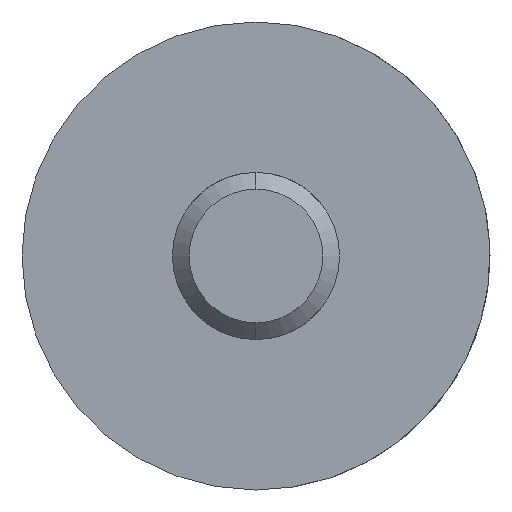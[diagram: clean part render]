
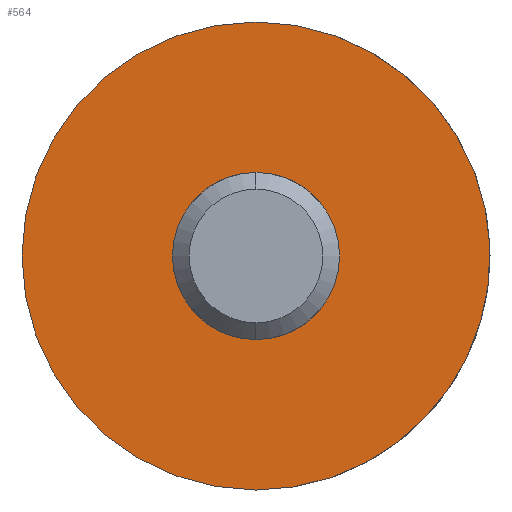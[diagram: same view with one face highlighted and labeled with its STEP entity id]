
A CAD part, left-side view. The second image highlights one B-rep face of the part: STEP entity #564.
In plain terms, the highlighted planar face has unit normal (-1, 0, 0).
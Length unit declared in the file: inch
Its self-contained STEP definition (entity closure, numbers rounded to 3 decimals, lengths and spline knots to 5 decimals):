
#211=CARTESIAN_POINT('',(0.875,0.,0.15625));
#212=VERTEX_POINT('',#211);
#221=CARTESIAN_POINT('',(0.875,0.125,0.09375));
#222=VERTEX_POINT('',#221);
#223=CARTESIAN_POINT('',(0.875,0.0,0.0));
#224=DIRECTION('',(1.0,0.0,0.0));
#225=DIRECTION('',(0.0,1.0,0.0));
#226=AXIS2_PLACEMENT_3D('',#223,#224,#225);
#227=CIRCLE('',#226,0.15625);
#228=EDGE_CURVE('',#222,#212,#227,.T.);
#295=CARTESIAN_POINT('',(0.875,0.,-0.4375));
#296=VERTEX_POINT('',#295);
#305=CARTESIAN_POINT('',(0.875,0.,0.4375));
#306=VERTEX_POINT('',#305);
#307=CARTESIAN_POINT('',(0.875,0.0,0.0));
#308=DIRECTION('',(1.0,0.0,0.0));
#309=DIRECTION('',(0.0,0.0,-1.0));
#310=AXIS2_PLACEMENT_3D('',#307,#308,#309);
#311=CIRCLE('',#310,0.4375);
#312=EDGE_CURVE('',#306,#296,#311,.F.);
#339=CARTESIAN_POINT('',(0.875,0.,-0.15625));
#340=VERTEX_POINT('',#339);
#356=CARTESIAN_POINT('',(0.875,0.125,-0.09375));
#357=VERTEX_POINT('',#356);
#364=CARTESIAN_POINT('',(0.875,0.0,0.0));
#365=DIRECTION('',(1.0,0.0,0.0));
#366=DIRECTION('',(0.0,1.0,0.0));
#367=AXIS2_PLACEMENT_3D('',#364,#365,#366);
#368=CIRCLE('',#367,0.15625);
#369=EDGE_CURVE('',#340,#357,#368,.T.);
#447=CARTESIAN_POINT('',(0.875,-0.125,0.09375));
#448=VERTEX_POINT('',#447);
#463=CARTESIAN_POINT('',(0.875,-0.125,-0.09375));
#464=VERTEX_POINT('',#463);
#471=CARTESIAN_POINT('',(0.875,-0.125,0.09375));
#472=DIRECTION('',(0.0,0.0,-1.0));
#473=VECTOR('',#472,0.1875);
#474=LINE('',#471,#473);
#475=EDGE_CURVE('',#448,#464,#474,.T.);
#493=CARTESIAN_POINT('',(0.875,0.125,-0.09375));
#494=DIRECTION('',(0.0,0.0,1.0));
#495=VECTOR('',#494,0.1875);
#496=LINE('',#493,#495);
#497=EDGE_CURVE('',#357,#222,#496,.T.);
#508=CARTESIAN_POINT('',(0.875,0.0,0.0));
#509=DIRECTION('',(1.0,0.0,0.0));
#510=DIRECTION('',(0.0,1.0,0.0));
#511=AXIS2_PLACEMENT_3D('',#508,#509,#510);
#512=CIRCLE('',#511,0.15625);
#513=EDGE_CURVE('',#464,#340,#512,.T.);
#526=CARTESIAN_POINT('',(0.875,0.0,-0.29688));
#527=DIRECTION('',(-1.0,0.0,0.0));
#528=DIRECTION('',(0.0,-1.0,0.0));
#529=AXIS2_PLACEMENT_3D('',#526,#527,#528);
#530=PLANE('',#529);
#531=CARTESIAN_POINT('',(0.875,-0.40865,0.15625));
#532=VERTEX_POINT('',#531);
#533=CARTESIAN_POINT('',(0.875,0.0,0.0));
#534=DIRECTION('',(1.0,0.0,0.0));
#535=DIRECTION('',(0.0,0.0,-1.0));
#536=AXIS2_PLACEMENT_3D('',#533,#534,#535);
#537=CIRCLE('',#536,0.4375);
#538=EDGE_CURVE('',#532,#306,#537,.F.);
#539=ORIENTED_EDGE('',*,*,#538,.T.);
#540=ORIENTED_EDGE('',*,*,#312,.T.);
#541=CARTESIAN_POINT('',(0.875,0.0,0.0));
#542=DIRECTION('',(1.0,0.0,0.0));
#543=DIRECTION('',(0.0,0.0,-1.0));
#544=AXIS2_PLACEMENT_3D('',#541,#542,#543);
#545=CIRCLE('',#544,0.4375);
#546=EDGE_CURVE('',#296,#532,#545,.F.);
#547=ORIENTED_EDGE('',*,*,#546,.T.);
#548=EDGE_LOOP('',(#539,#540,#547));
#549=FACE_OUTER_BOUND('',#548,.T.);
#550=ORIENTED_EDGE('',*,*,#513,.T.);
#551=ORIENTED_EDGE('',*,*,#369,.T.);
#552=ORIENTED_EDGE('',*,*,#497,.T.);
#553=ORIENTED_EDGE('',*,*,#228,.T.);
#554=CARTESIAN_POINT('',(0.875,0.0,0.0));
#555=DIRECTION('',(1.0,0.0,0.0));
#556=DIRECTION('',(0.0,1.0,0.0));
#557=AXIS2_PLACEMENT_3D('',#554,#555,#556);
#558=CIRCLE('',#557,0.15625);
#559=EDGE_CURVE('',#212,#448,#558,.T.);
#560=ORIENTED_EDGE('',*,*,#559,.T.);
#561=ORIENTED_EDGE('',*,*,#475,.T.);
#562=EDGE_LOOP('',(#550,#551,#552,#553,#560,#561));
#563=FACE_BOUND('',#562,.T.);
#564=ADVANCED_FACE('',(#549,#563),#530,.T.);
